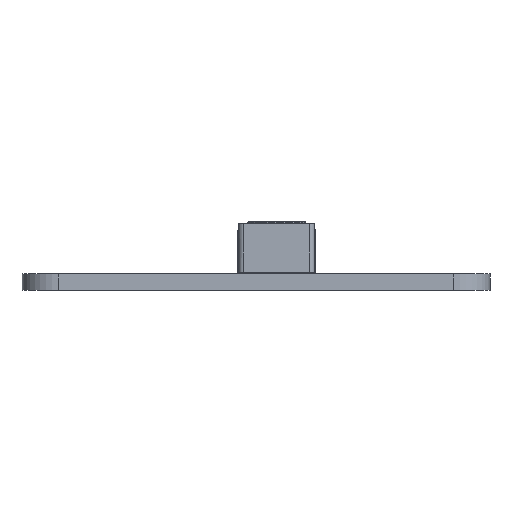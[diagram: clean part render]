
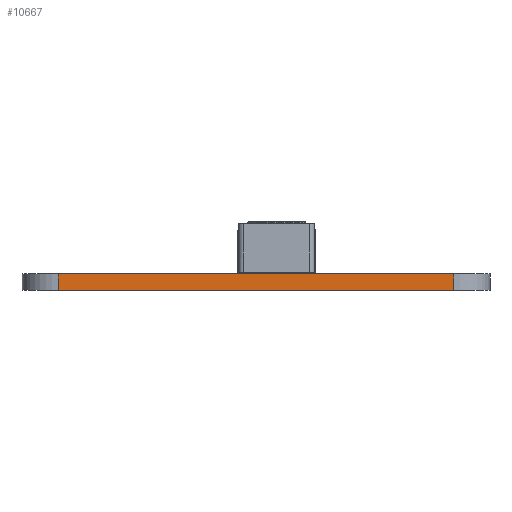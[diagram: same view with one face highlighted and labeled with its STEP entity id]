
A CAD part, front view. The second image highlights one B-rep face of the part: STEP entity #10667.
In plain terms, the highlighted planar face has unit normal (0, -1, 0).
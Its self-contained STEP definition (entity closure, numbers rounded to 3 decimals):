
#8765 = PLANE('',#8766);
#8766 = AXIS2_PLACEMENT_3D('',#8767,#8768,#8769);
#8767 = CARTESIAN_POINT('',(146.05,-107.95,1.606));
#8768 = DIRECTION('',(-0.,-0.,-1.));
#8769 = DIRECTION('',(-1.,0.,0.));
#8793 = CYLINDRICAL_SURFACE('',#8794,3.5);
#8794 = AXIS2_PLACEMENT_3D('',#8795,#8796,#8797);
#8795 = CARTESIAN_POINT('',(165.125,-127.025,0.));
#8796 = DIRECTION('',(-0.,-0.,-1.));
#8797 = DIRECTION('',(1.,0.,-0.));
#8819 = PLANE('',#8820);
#8820 = AXIS2_PLACEMENT_3D('',#8821,#8822,#8823);
#8821 = CARTESIAN_POINT('',(146.05,-107.95,0.));
#8822 = DIRECTION('',(-0.,-0.,-1.));
#8823 = DIRECTION('',(-1.,0.,0.));
#8920 = EDGE_CURVE('',#8921,#8923,#8925,.T.);
#8921 = VERTEX_POINT('',#8922);
#8922 = CARTESIAN_POINT('',(165.125,-130.525,0.));
#8923 = VERTEX_POINT('',#8924);
#8924 = CARTESIAN_POINT('',(165.125,-130.525,1.606));
#8925 = SURFACE_CURVE('',#8926,(#8930,#8937),.PCURVE_S1.);
#8926 = LINE('',#8927,#8928);
#8927 = CARTESIAN_POINT('',(165.125,-130.525,0.));
#8928 = VECTOR('',#8929,1.);
#8929 = DIRECTION('',(0.,0.,1.));
#8930 = PCURVE('',#8793,#8931);
#8931 = DEFINITIONAL_REPRESENTATION('',(#8932),#8936);
#8932 = LINE('',#8933,#8934);
#8933 = CARTESIAN_POINT('',(-4.712,0.));
#8934 = VECTOR('',#8935,1.);
#8935 = DIRECTION('',(-0.,-1.));
#8936 = ( GEOMETRIC_REPRESENTATION_CONTEXT(2) 
PARAMETRIC_REPRESENTATION_CONTEXT() REPRESENTATION_CONTEXT('2D SPACE',''
  ) );
#8937 = PCURVE('',#8938,#8943);
#8938 = PLANE('',#8939);
#8939 = AXIS2_PLACEMENT_3D('',#8940,#8941,#8942);
#8940 = CARTESIAN_POINT('',(165.125,-130.525,0.));
#8941 = DIRECTION('',(0.,-1.,0.));
#8942 = DIRECTION('',(-1.,0.,0.));
#8943 = DEFINITIONAL_REPRESENTATION('',(#8944),#8948);
#8944 = LINE('',#8945,#8946);
#8945 = CARTESIAN_POINT('',(0.,0.));
#8946 = VECTOR('',#8947,1.);
#8947 = DIRECTION('',(0.,-1.));
#8948 = ( GEOMETRIC_REPRESENTATION_CONTEXT(2) 
PARAMETRIC_REPRESENTATION_CONTEXT() REPRESENTATION_CONTEXT('2D SPACE',''
  ) );
#9008 = EDGE_CURVE('',#8921,#9009,#9011,.T.);
#9009 = VERTEX_POINT('',#9010);
#9010 = CARTESIAN_POINT('',(126.975,-130.525,0.));
#9011 = SURFACE_CURVE('',#9012,(#9016,#9023),.PCURVE_S1.);
#9012 = LINE('',#9013,#9014);
#9013 = CARTESIAN_POINT('',(165.125,-130.525,0.));
#9014 = VECTOR('',#9015,1.);
#9015 = DIRECTION('',(-1.,0.,0.));
#9016 = PCURVE('',#8819,#9017);
#9017 = DEFINITIONAL_REPRESENTATION('',(#9018),#9022);
#9018 = LINE('',#9019,#9020);
#9019 = CARTESIAN_POINT('',(-19.075,-22.575));
#9020 = VECTOR('',#9021,1.);
#9021 = DIRECTION('',(1.,0.));
#9022 = ( GEOMETRIC_REPRESENTATION_CONTEXT(2) 
PARAMETRIC_REPRESENTATION_CONTEXT() REPRESENTATION_CONTEXT('2D SPACE',''
  ) );
#9023 = PCURVE('',#8938,#9024);
#9024 = DEFINITIONAL_REPRESENTATION('',(#9025),#9029);
#9025 = LINE('',#9026,#9027);
#9026 = CARTESIAN_POINT('',(0.,0.));
#9027 = VECTOR('',#9028,1.);
#9028 = DIRECTION('',(1.,0.));
#9029 = ( GEOMETRIC_REPRESENTATION_CONTEXT(2) 
PARAMETRIC_REPRESENTATION_CONTEXT() REPRESENTATION_CONTEXT('2D SPACE',''
  ) );
#9052 = CYLINDRICAL_SURFACE('',#9053,3.5);
#9053 = AXIS2_PLACEMENT_3D('',#9054,#9055,#9056);
#9054 = CARTESIAN_POINT('',(126.975,-127.025,0.));
#9055 = DIRECTION('',(-0.,-0.,-1.));
#9056 = DIRECTION('',(1.,0.,-0.));
#9887 = EDGE_CURVE('',#8923,#9888,#9890,.T.);
#9888 = VERTEX_POINT('',#9889);
#9889 = CARTESIAN_POINT('',(126.975,-130.525,1.606));
#9890 = SURFACE_CURVE('',#9891,(#9895,#9902),.PCURVE_S1.);
#9891 = LINE('',#9892,#9893);
#9892 = CARTESIAN_POINT('',(165.125,-130.525,1.606));
#9893 = VECTOR('',#9894,1.);
#9894 = DIRECTION('',(-1.,0.,0.));
#9895 = PCURVE('',#8765,#9896);
#9896 = DEFINITIONAL_REPRESENTATION('',(#9897),#9901);
#9897 = LINE('',#9898,#9899);
#9898 = CARTESIAN_POINT('',(-19.075,-22.575));
#9899 = VECTOR('',#9900,1.);
#9900 = DIRECTION('',(1.,0.));
#9901 = ( GEOMETRIC_REPRESENTATION_CONTEXT(2) 
PARAMETRIC_REPRESENTATION_CONTEXT() REPRESENTATION_CONTEXT('2D SPACE',''
  ) );
#9902 = PCURVE('',#8938,#9903);
#9903 = DEFINITIONAL_REPRESENTATION('',(#9904),#9908);
#9904 = LINE('',#9905,#9906);
#9905 = CARTESIAN_POINT('',(0.,-1.606));
#9906 = VECTOR('',#9907,1.);
#9907 = DIRECTION('',(1.,0.));
#9908 = ( GEOMETRIC_REPRESENTATION_CONTEXT(2) 
PARAMETRIC_REPRESENTATION_CONTEXT() REPRESENTATION_CONTEXT('2D SPACE',''
  ) );
#10667 = ADVANCED_FACE('',(#10668),#8938,.T.);
#10668 = FACE_BOUND('',#10669,.T.);
#10669 = EDGE_LOOP('',(#10670,#10671,#10672,#10693));
#10670 = ORIENTED_EDGE('',*,*,#8920,.T.);
#10671 = ORIENTED_EDGE('',*,*,#9887,.T.);
#10672 = ORIENTED_EDGE('',*,*,#10673,.F.);
#10673 = EDGE_CURVE('',#9009,#9888,#10674,.T.);
#10674 = SURFACE_CURVE('',#10675,(#10679,#10686),.PCURVE_S1.);
#10675 = LINE('',#10676,#10677);
#10676 = CARTESIAN_POINT('',(126.975,-130.525,0.));
#10677 = VECTOR('',#10678,1.);
#10678 = DIRECTION('',(0.,0.,1.));
#10679 = PCURVE('',#8938,#10680);
#10680 = DEFINITIONAL_REPRESENTATION('',(#10681),#10685);
#10681 = LINE('',#10682,#10683);
#10682 = CARTESIAN_POINT('',(38.15,0.));
#10683 = VECTOR('',#10684,1.);
#10684 = DIRECTION('',(0.,-1.));
#10685 = ( GEOMETRIC_REPRESENTATION_CONTEXT(2) 
PARAMETRIC_REPRESENTATION_CONTEXT() REPRESENTATION_CONTEXT('2D SPACE',''
  ) );
#10686 = PCURVE('',#9052,#10687);
#10687 = DEFINITIONAL_REPRESENTATION('',(#10688),#10692);
#10688 = LINE('',#10689,#10690);
#10689 = CARTESIAN_POINT('',(-4.712,0.));
#10690 = VECTOR('',#10691,1.);
#10691 = DIRECTION('',(-0.,-1.));
#10692 = ( GEOMETRIC_REPRESENTATION_CONTEXT(2) 
PARAMETRIC_REPRESENTATION_CONTEXT() REPRESENTATION_CONTEXT('2D SPACE',''
  ) );
#10693 = ORIENTED_EDGE('',*,*,#9008,.F.);
